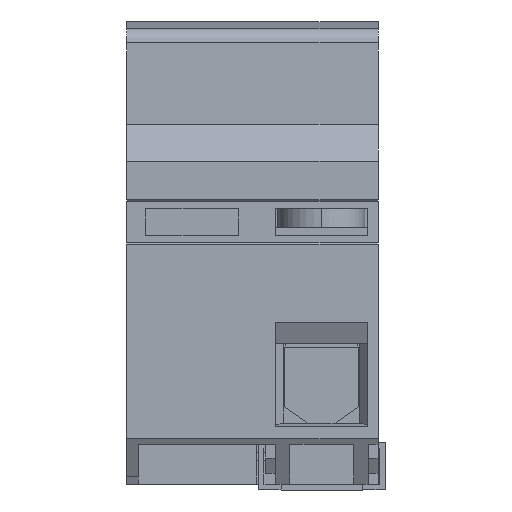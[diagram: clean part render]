
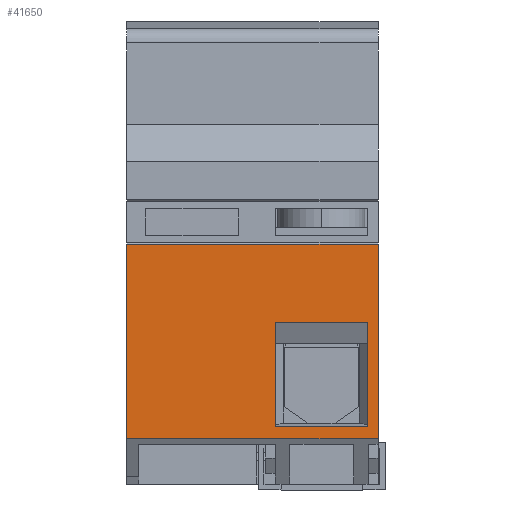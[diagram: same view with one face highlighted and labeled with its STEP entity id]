
A CAD part, front view. The second image highlights one B-rep face of the part: STEP entity #41650.
In plain terms, the highlighted face is planar.
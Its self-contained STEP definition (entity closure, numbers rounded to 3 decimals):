
#1820=CARTESIAN_POINT('',(87.371,148.118,
-30.581));
#1830=VERTEX_POINT('',#1820);
#1860=CARTESIAN_POINT('',(87.371,165.318,
-30.581));
#1870=DIRECTION('',(0.,1.,0.));
#1880=VECTOR('',#1870,1.);
#1890=LINE('',#1860,#1880);
#1900=CARTESIAN_POINT('',(87.371,174.882,
-30.581));
#1910=VERTEX_POINT('',#1900);
#1920=EDGE_CURVE('',#1830,#1910,#1890,.T.);
#40730=CARTESIAN_POINT('',(87.371,148.118,
-65.181));
#40740=VERTEX_POINT('',#40730);
#40770=CARTESIAN_POINT('',(87.371,148.118,
-65.181));
#40780=DIRECTION('',(0.,0.,1.));
#40790=VECTOR('',#40780,1.);
#40800=LINE('',#40770,#40790);
#40810=EDGE_CURVE('',#40740,#1830,#40800,.T.);
#41080=CARTESIAN_POINT('',(87.371,174.882,
-65.181));
#41090=DIRECTION('',(1.,0.,0.));
#41100=DIRECTION('',(0.,1.,0.));
#41110=AXIS2_PLACEMENT_3D('',#41080,#41090,#41100);
#41120=PLANE('',#41110);
#41130=CARTESIAN_POINT('',(87.371,164.118,
-29.381));
#41140=DIRECTION('',(0.,0.,-1.));
#41150=VECTOR('',#41140,1.);
#41160=LINE('',#41130,#41150);
#41170=CARTESIAN_POINT('',(87.371,164.118,
-32.031));
#41180=VERTEX_POINT('',#41170);
#41190=CARTESIAN_POINT('',(87.371,164.118,
-44.731));
#41200=VERTEX_POINT('',#41190);
#41210=EDGE_CURVE('',#41180,#41200,#41160,.T.);
#41220=ORIENTED_EDGE('',*,*,#41210,.F.);
#41230=CARTESIAN_POINT('',(87.371,148.568,
-44.731));
#41240=DIRECTION('',(0.,-1.,0.));
#41250=VECTOR('',#41240,1.);
#41260=LINE('',#41230,#41250);
#41270=CARTESIAN_POINT('',(87.371,149.788,
-44.731));
#41280=VERTEX_POINT('',#41270);
#41290=EDGE_CURVE('',#41200,#41280,#41260,.T.);
#41300=ORIENTED_EDGE('',*,*,#41290,.F.);
#41310=CARTESIAN_POINT('',(87.371,149.788,
-41.138));
#41320=DIRECTION('',(0.,0.,-1.));
#41330=VECTOR('',#41320,1.);
#41340=LINE('',#41310,#41330);
#41350=CARTESIAN_POINT('',(87.371,149.788,
-32.031));
#41360=VERTEX_POINT('',#41350);
#41370=EDGE_CURVE('',#41360,#41280,#41340,.T.);
#41380=ORIENTED_EDGE('',*,*,#41370,.T.);
#41390=CARTESIAN_POINT('',(87.371,148.568,
-32.031));
#41400=DIRECTION('',(0.,1.,0.));
#41410=VECTOR('',#41400,1.);
#41420=LINE('',#41390,#41410);
#41430=EDGE_CURVE('',#41360,#41180,#41420,.T.);
#41440=ORIENTED_EDGE('',*,*,#41430,.F.);
#41450=EDGE_LOOP('',(#41440,#41380,#41300,#41220));
#41460=FACE_BOUND('',#41450,.T.);
#41470=CARTESIAN_POINT('',(87.371,-23.,
-65.181));
#41480=DIRECTION('',(0.,-1.,0.));
#41490=VECTOR('',#41480,1.);
#41500=LINE('',#41470,#41490);
#41510=CARTESIAN_POINT('',(87.371,174.882,
-65.181));
#41520=VERTEX_POINT('',#41510);
#41530=EDGE_CURVE('',#41520,#40740,#41500,.T.);
#41540=ORIENTED_EDGE('',*,*,#41530,.T.);
#41550=CARTESIAN_POINT('',(87.371,174.882,
-65.181));
#41560=DIRECTION('',(0.,0.,1.));
#41570=VECTOR('',#41560,1.);
#41580=LINE('',#41550,#41570);
#41590=EDGE_CURVE('',#41520,#1910,#41580,.T.);
#41600=ORIENTED_EDGE('',*,*,#41590,.F.);
#41610=ORIENTED_EDGE('',*,*,#1920,.T.);
#41620=ORIENTED_EDGE('',*,*,#40810,.T.);
#41630=EDGE_LOOP('',(#41620,#41610,#41600,#41540));
#41640=FACE_OUTER_BOUND('',#41630,.T.);
#41650=ADVANCED_FACE('',(#41460,#41640),#41120,.F.);
